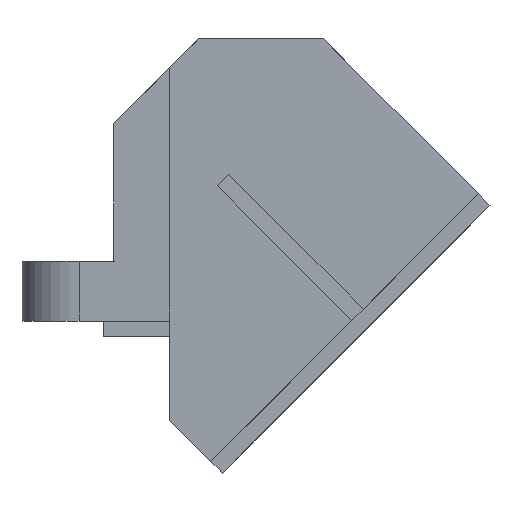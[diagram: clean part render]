
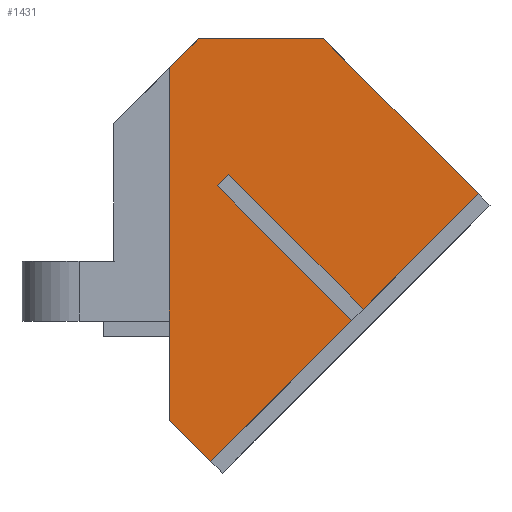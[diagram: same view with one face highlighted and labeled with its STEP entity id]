
A CAD part, left-side view. The second image highlights one B-rep face of the part: STEP entity #1431.
In plain terms, the highlighted planar face has unit normal (-1, 0, 0).
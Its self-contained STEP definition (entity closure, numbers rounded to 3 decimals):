
#112=FACE_OUTER_BOUND('',#194,.T.);
#194=EDGE_LOOP('',(#1134,#1135,#1136,#1137,#1138,#1139,#1140,#1141,#1142,
#1143));
#274=LINE('',#2043,#452);
#318=LINE('',#2145,#496);
#322=LINE('',#2152,#500);
#324=LINE('',#2156,#502);
#325=LINE('',#2159,#503);
#335=LINE('',#2186,#513);
#348=LINE('',#2211,#526);
#352=LINE('',#2218,#530);
#353=LINE('',#2220,#531);
#354=LINE('',#2222,#532);
#452=VECTOR('',#1655,10.);
#496=VECTOR('',#1731,10.);
#500=VECTOR('',#1737,10.);
#502=VECTOR('',#1741,10.);
#503=VECTOR('',#1744,10.);
#513=VECTOR('',#1770,10.);
#526=VECTOR('',#1787,10.);
#530=VECTOR('',#1795,10.);
#531=VECTOR('',#1798,10.);
#532=VECTOR('',#1801,10.);
#622=VERTEX_POINT('',#2040);
#623=VERTEX_POINT('',#2042);
#663=VERTEX_POINT('',#2141);
#665=VERTEX_POINT('',#2144);
#667=VERTEX_POINT('',#2150);
#668=VERTEX_POINT('',#2154);
#669=VERTEX_POINT('',#2158);
#678=VERTEX_POINT('',#2184);
#688=VERTEX_POINT('',#2210);
#689=VERTEX_POINT('',#2216);
#763=EDGE_CURVE('',#623,#622,#274,.T.);
#814=EDGE_CURVE('',#665,#663,#318,.T.);
#818=EDGE_CURVE('',#663,#667,#322,.T.);
#820=EDGE_CURVE('',#668,#665,#324,.T.);
#821=EDGE_CURVE('',#669,#668,#325,.T.);
#835=EDGE_CURVE('',#667,#678,#335,.T.);
#848=EDGE_CURVE('',#669,#688,#348,.T.);
#852=EDGE_CURVE('',#689,#678,#352,.T.);
#853=EDGE_CURVE('',#623,#689,#353,.T.);
#854=EDGE_CURVE('',#688,#622,#354,.T.);
#1134=ORIENTED_EDGE('',*,*,#763,.T.);
#1135=ORIENTED_EDGE('',*,*,#854,.F.);
#1136=ORIENTED_EDGE('',*,*,#848,.F.);
#1137=ORIENTED_EDGE('',*,*,#821,.T.);
#1138=ORIENTED_EDGE('',*,*,#820,.T.);
#1139=ORIENTED_EDGE('',*,*,#814,.T.);
#1140=ORIENTED_EDGE('',*,*,#818,.T.);
#1141=ORIENTED_EDGE('',*,*,#835,.T.);
#1142=ORIENTED_EDGE('',*,*,#852,.F.);
#1143=ORIENTED_EDGE('',*,*,#853,.F.);
#1362=PLANE('',#1535);
#1431=ADVANCED_FACE('',(#112),#1362,.F.);
#1535=AXIS2_PLACEMENT_3D('',#2223,#1802,#1803);
#1655=DIRECTION('',(0.,0.707,-0.707));
#1731=DIRECTION('',(0.,-0.707,0.707));
#1737=DIRECTION('',(0.,-0.707,-0.707));
#1741=DIRECTION('',(0.,0.707,0.707));
#1744=DIRECTION('',(0.,-0.707,0.707));
#1770=DIRECTION('',(0.,-0.707,0.707));
#1787=DIRECTION('',(0.,0.707,0.707));
#1795=DIRECTION('',(0.,-0.707,-0.707));
#1798=DIRECTION('',(0.,-1.,0.));
#1801=DIRECTION('',(0.,0.,1.));
#1802=DIRECTION('center_axis',(1.,0.,0.));
#1803=DIRECTION('ref_axis',(0.,0.,-1.));
#2040=CARTESIAN_POINT('',(-12.58,-16.615,35.615));
#2042=CARTESIAN_POINT('',(-12.58,-21.932,40.932));
#2043=CARTESIAN_POINT('',(-12.58,-10.027,29.027));
#2141=CARTESIAN_POINT('',(-12.58,-27.515,16.005));
#2144=CARTESIAN_POINT('',(-12.58,-25.393,13.883));
#2145=CARTESIAN_POINT('',(-12.58,-28.412,16.902));
#2150=CARTESIAN_POINT('',(-12.58,-52.305,-8.786));
#2152=CARTESIAN_POINT('',(-12.58,-42.121,1.398));
#2154=CARTESIAN_POINT('',(-12.58,-50.184,-10.907));
#2156=CARTESIAN_POINT('',(-12.58,-40.,-0.723));
#2158=CARTESIAN_POINT('',(-12.58,-24.245,-36.846));
#2159=CARTESIAN_POINT('',(-12.58,-51.491,-9.6));
#2184=CARTESIAN_POINT('',(-12.58,-73.518,12.427));
#2186=CARTESIAN_POINT('',(-12.58,-51.491,-9.6));
#2210=CARTESIAN_POINT('',(-12.58,-16.615,-29.216));
#2211=CARTESIAN_POINT('',(-12.58,-16.615,-29.216));
#2216=CARTESIAN_POINT('',(-12.58,-45.013,40.932));
#2218=CARTESIAN_POINT('',(-12.58,-75.639,10.306));
#2220=CARTESIAN_POINT('',(-12.58,-45.013,40.932));
#2222=CARTESIAN_POINT('',(-12.58,-16.615,40.932));
#2223=CARTESIAN_POINT('Origin',(-12.58,-46.127,0.982));
